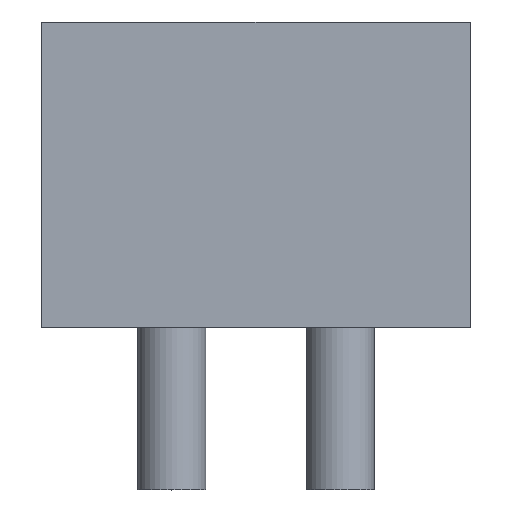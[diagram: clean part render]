
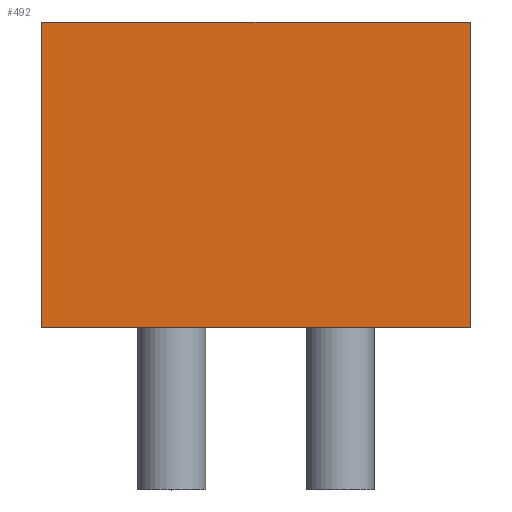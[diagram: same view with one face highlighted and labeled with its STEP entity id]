
A CAD part, top view. The second image highlights one B-rep face of the part: STEP entity #492.
In plain terms, the highlighted planar face has unit normal (0, 0, 1).
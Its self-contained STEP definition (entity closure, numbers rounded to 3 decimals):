
#66=FACE_OUTER_BOUND('',#101,.T.);
#101=EDGE_LOOP('',(#428,#429,#430,#431));
#140=LINE('',#845,#191);
#150=LINE('',#864,#201);
#152=LINE('',#868,#203);
#153=LINE('',#869,#204);
#191=VECTOR('',#656,10.);
#201=VECTOR('',#670,10.);
#203=VECTOR('',#676,10.);
#204=VECTOR('',#677,10.);
#240=VERTEX_POINT('',#843);
#241=VERTEX_POINT('',#844);
#245=VERTEX_POINT('',#857);
#248=VERTEX_POINT('',#862);
#298=EDGE_CURVE('',#240,#241,#140,.T.);
#308=EDGE_CURVE('',#248,#245,#150,.T.);
#310=EDGE_CURVE('',#241,#245,#152,.T.);
#311=EDGE_CURVE('',#240,#248,#153,.T.);
#428=ORIENTED_EDGE('',*,*,#298,.T.);
#429=ORIENTED_EDGE('',*,*,#310,.T.);
#430=ORIENTED_EDGE('',*,*,#308,.F.);
#431=ORIENTED_EDGE('',*,*,#311,.F.);
#463=PLANE('',#547);
#492=ADVANCED_FACE('',(#66),#463,.T.);
#547=AXIS2_PLACEMENT_3D('',#867,#674,#675);
#656=DIRECTION('',(1.,0.,0.));
#670=DIRECTION('',(1.,0.,0.));
#674=DIRECTION('center_axis',(0.,0.,
1.));
#675=DIRECTION('ref_axis',(1.,0.,0.));
#676=DIRECTION('',(0.,1.,0.));
#677=DIRECTION('',(0.,1.,0.));
#843=CARTESIAN_POINT('',(-6.169,3.918,4.352));
#844=CARTESIAN_POINT('',(7.031,3.918,4.352));
#845=CARTESIAN_POINT('',(-6.169,3.918,4.352));
#857=CARTESIAN_POINT('',(7.031,13.318,4.352));
#862=CARTESIAN_POINT('',(-6.169,13.318,4.352));
#864=CARTESIAN_POINT('',(-6.169,13.318,4.352));
#867=CARTESIAN_POINT('Origin',(-6.169,3.918,4.352));
#868=CARTESIAN_POINT('',(7.031,3.918,4.352));
#869=CARTESIAN_POINT('',(-6.169,3.918,4.352));
